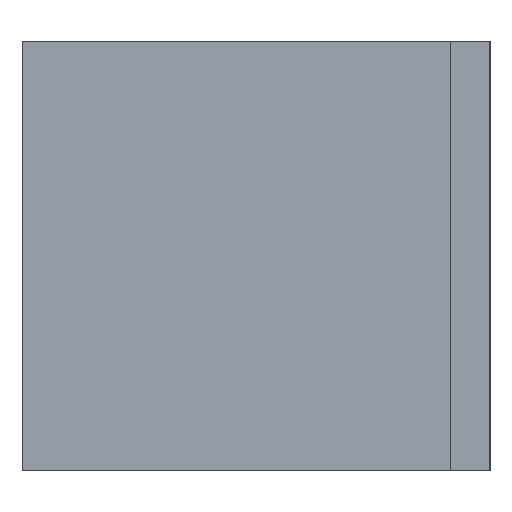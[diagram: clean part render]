
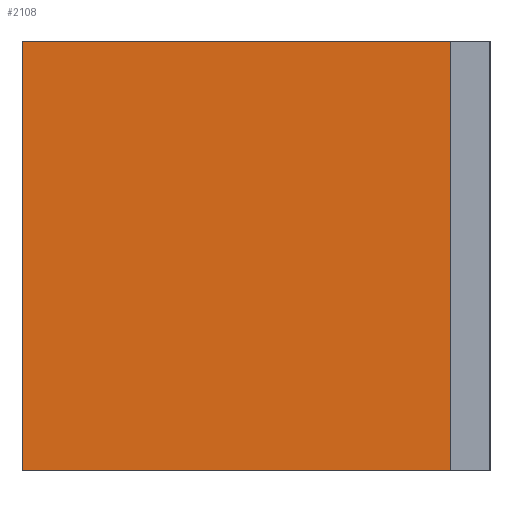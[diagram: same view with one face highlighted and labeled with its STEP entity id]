
A CAD part, left-side view. The second image highlights one B-rep face of the part: STEP entity #2108.
In plain terms, the highlighted planar face has unit normal (-1, 0, 0).
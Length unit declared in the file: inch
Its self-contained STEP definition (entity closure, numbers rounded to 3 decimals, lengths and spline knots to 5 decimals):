
#192=PLANE('',#2284);
#316=FACE_OUTER_BOUND('',#450,.T.);
#450=EDGE_LOOP('',(#1860,#1861,#1862,#1863));
#587=LINE('',#6437,#740);
#604=LINE('',#6470,#757);
#605=LINE('',#6473,#758);
#606=LINE('',#6474,#759);
#740=VECTOR('',#2711,0.3937);
#757=VECTOR('',#2738,0.3937);
#758=VECTOR('',#2741,0.3937);
#759=VECTOR('',#2742,0.3937);
#989=VERTEX_POINT('',#6434);
#990=VERTEX_POINT('',#6436);
#1001=VERTEX_POINT('',#6468);
#1002=VERTEX_POINT('',#6472);
#1280=EDGE_CURVE('',#989,#990,#587,.T.);
#1297=EDGE_CURVE('',#989,#1001,#604,.T.);
#1298=EDGE_CURVE('',#1002,#1001,#605,.T.);
#1299=EDGE_CURVE('',#990,#1002,#606,.T.);
#1860=ORIENTED_EDGE('',*,*,#1297,.T.);
#1861=ORIENTED_EDGE('',*,*,#1298,.F.);
#1862=ORIENTED_EDGE('',*,*,#1299,.F.);
#1863=ORIENTED_EDGE('',*,*,#1280,.F.);
#2108=ADVANCED_FACE('',(#316),#192,.T.);
#2284=AXIS2_PLACEMENT_3D('',#6471,#2739,#2740);
#2711=DIRECTION('',(0.,1.,0.));
#2738=DIRECTION('',(0.,0.,1.));
#2739=DIRECTION('center_axis',(-1.,0.,0.));
#2740=DIRECTION('ref_axis',(0.,-1.,0.));
#2741=DIRECTION('',(0.,-1.,0.));
#2742=DIRECTION('',(0.,0.,1.));
#6434=CARTESIAN_POINT('',(-5.5,-1.185,-1.185));
#6436=CARTESIAN_POINT('',(-5.5,1.185,-1.185));
#6437=CARTESIAN_POINT('',(-5.5,-1.185,-1.185));
#6468=CARTESIAN_POINT('',(-5.5,-1.185,1.185));
#6470=CARTESIAN_POINT('',(-5.5,-1.185,0.));
#6471=CARTESIAN_POINT('Origin',(-5.5,1.185,0.));
#6472=CARTESIAN_POINT('',(-5.5,1.185,1.185));
#6473=CARTESIAN_POINT('',(-5.5,-1.185,1.185));
#6474=CARTESIAN_POINT('',(-5.5,1.185,0.));
